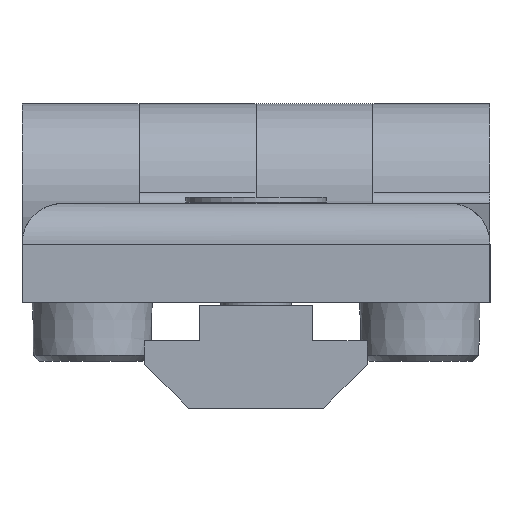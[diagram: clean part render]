
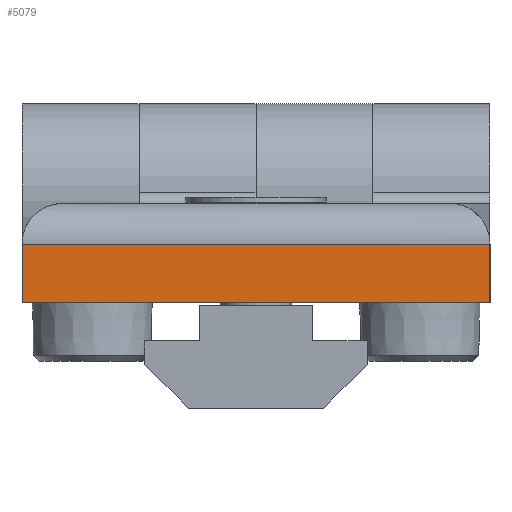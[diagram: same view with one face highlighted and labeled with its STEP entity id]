
A CAD part, left-side view. The second image highlights one B-rep face of the part: STEP entity #5079.
In plain terms, the highlighted planar face has unit normal (-1, 0, 0).
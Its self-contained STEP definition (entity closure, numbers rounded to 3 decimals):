
#365=LINE('',#7553,#645);
#366=LINE('',#7556,#646);
#367=LINE('',#7558,#647);
#368=LINE('',#7560,#648);
#645=VECTOR('',#6356,1000.);
#646=VECTOR('',#6357,1000.);
#647=VECTOR('',#6358,1000.);
#648=VECTOR('',#6359,1000.);
#1344=ORIENTED_EDGE('',*,*,#2081,.T.);
#1345=ORIENTED_EDGE('',*,*,#2082,.T.);
#1346=ORIENTED_EDGE('',*,*,#2083,.F.);
#1347=ORIENTED_EDGE('',*,*,#2084,.F.);
#2081=EDGE_CURVE('',#2492,#2493,#365,.T.);
#2082=EDGE_CURVE('',#2493,#2494,#366,.T.);
#2083=EDGE_CURVE('',#2495,#2494,#367,.T.);
#2084=EDGE_CURVE('',#2492,#2495,#368,.T.);
#2492=VERTEX_POINT('',#7554);
#2493=VERTEX_POINT('',#7555);
#2494=VERTEX_POINT('',#7557);
#2495=VERTEX_POINT('',#7559);
#2922=EDGE_LOOP('',(#1344,#1345,#1346,#1347));
#3204=FACE_BOUND('',#2922,.T.);
#3398=PLANE('',#5458);
#5079=ADVANCED_FACE('',(#3204),#3398,.F.);
#5458=AXIS2_PLACEMENT_3D('',#7552,#6354,#6355);
#6354=DIRECTION('',(1.,0.,0.));
#6355=DIRECTION('',(0.,0.,-1.));
#6356=DIRECTION('',(0.,0.,-1.));
#6357=DIRECTION('',(0.,-1.,0.));
#6358=DIRECTION('',(0.,0.,-1.));
#6359=DIRECTION('',(0.,-1.,0.));
#7552=CARTESIAN_POINT('',(-60.,-0.5,20.));
#7553=CARTESIAN_POINT('',(-60.,-4.,20.));
#7554=CARTESIAN_POINT('',(-60.,-4.,20.));
#7555=CARTESIAN_POINT('',(-60.,-4.,-20.));
#7556=CARTESIAN_POINT('',(-60.,-0.5,-20.));
#7557=CARTESIAN_POINT('',(-60.,-9.,-20.));
#7558=CARTESIAN_POINT('',(-60.,-9.,20.));
#7559=CARTESIAN_POINT('',(-60.,-9.,20.));
#7560=CARTESIAN_POINT('',(-60.,-0.5,20.));
